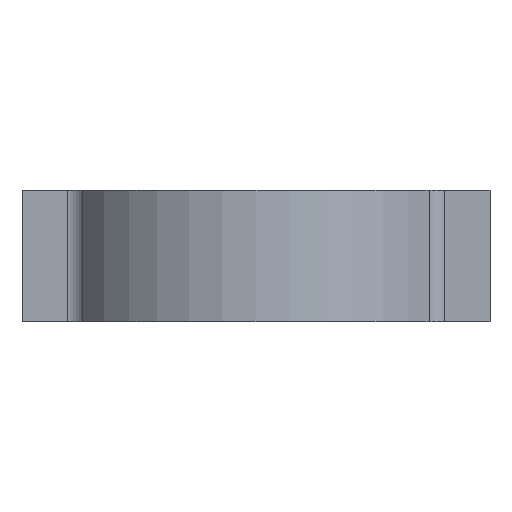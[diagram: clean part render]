
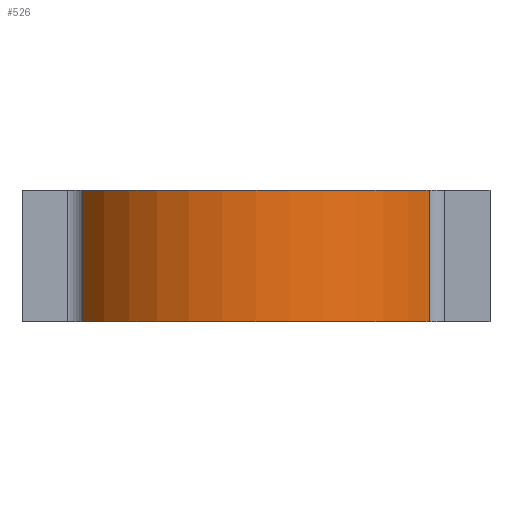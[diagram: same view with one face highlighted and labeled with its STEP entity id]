
A CAD part, front view. The second image highlights one B-rep face of the part: STEP entity #526.
In plain terms, the highlighted cylindrical face has radius 11 mm (diameter 22 mm), a partial arc.
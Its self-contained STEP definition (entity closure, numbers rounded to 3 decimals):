
#10 = CARTESIAN_POINT ( 'NONE',  ( 9.247, -4.208, 0. ) ) ;
#11 = LINE ( 'NONE', #229, #349 ) ;
#21 = EDGE_CURVE ( 'NONE', #255, #762, #11, .T. ) ;
#33 = EDGE_LOOP ( 'NONE', ( #355, #708, #76, #52 ) ) ;
#41 = AXIS2_PLACEMENT_3D ( 'NONE', #555, #318, #829 ) ;
#52 = ORIENTED_EDGE ( 'NONE', *, *, #404, .T. ) ;
#76 = ORIENTED_EDGE ( 'NONE', *, *, #193, .F. ) ;
#88 = LINE ( 'NONE', #655, #822 ) ;
#149 = VERTEX_POINT ( 'NONE', #825 ) ;
#193 = EDGE_CURVE ( 'NONE', #149, #255, #592, .T. ) ;
#229 = CARTESIAN_POINT ( 'NONE',  ( 9.247, -4.208, 7. ) ) ;
#255 = VERTEX_POINT ( 'NONE', #618 ) ;
#256 = AXIS2_PLACEMENT_3D ( 'NONE', #625, #751, #616 ) ;
#318 = DIRECTION ( 'NONE',  ( 0., 0., 1. ) ) ;
#349 = VECTOR ( 'NONE', #443, 1000. ) ;
#355 = ORIENTED_EDGE ( 'NONE', *, *, #709, .F. ) ;
#404 = EDGE_CURVE ( 'NONE', #149, #551, #88, .T. ) ;
#443 = DIRECTION ( 'NONE',  ( 0., 0., -1. ) ) ;
#444 = AXIS2_PLACEMENT_3D ( 'NONE', #501, #574, #639 ) ;
#501 = CARTESIAN_POINT ( 'NONE',  ( 0., 1.75, 0. ) ) ;
#526 = ADVANCED_FACE ( 'NONE', ( #620 ), #765, .T. ) ;
#551 = VERTEX_POINT ( 'NONE', #760 ) ;
#555 = CARTESIAN_POINT ( 'NONE',  ( 0., 1.75, 7. ) ) ;
#574 = DIRECTION ( 'NONE',  ( 0., 0., -1. ) ) ;
#592 = CIRCLE ( 'NONE', #41, 11. ) ;
#608 = CIRCLE ( 'NONE', #444, 11. ) ;
#616 = DIRECTION ( 'NONE',  ( -1., 0., 0. ) ) ;
#618 = CARTESIAN_POINT ( 'NONE',  ( 9.247, -4.208, 7. ) ) ;
#620 = FACE_OUTER_BOUND ( 'NONE', #33, .T. ) ;
#625 = CARTESIAN_POINT ( 'NONE',  ( 0., 1.75, 7. ) ) ;
#639 = DIRECTION ( 'NONE',  ( -1., 0., 0. ) ) ;
#655 = CARTESIAN_POINT ( 'NONE',  ( -9.247, -4.208, 7. ) ) ;
#708 = ORIENTED_EDGE ( 'NONE', *, *, #21, .F. ) ;
#709 = EDGE_CURVE ( 'NONE', #762, #551, #608, .T. ) ;
#751 = DIRECTION ( 'NONE',  ( 0., 0., -1. ) ) ;
#760 = CARTESIAN_POINT ( 'NONE',  ( -9.247, -4.208, 0. ) ) ;
#762 = VERTEX_POINT ( 'NONE', #10 ) ;
#765 = CYLINDRICAL_SURFACE ( 'NONE', #256, 11. ) ;
#791 = DIRECTION ( 'NONE',  ( 0., 0., -1. ) ) ;
#822 = VECTOR ( 'NONE', #791, 1000. ) ;
#825 = CARTESIAN_POINT ( 'NONE',  ( -9.247, -4.208, 7. ) ) ;
#829 = DIRECTION ( 'NONE',  ( 1., 0., 0. ) ) ;
